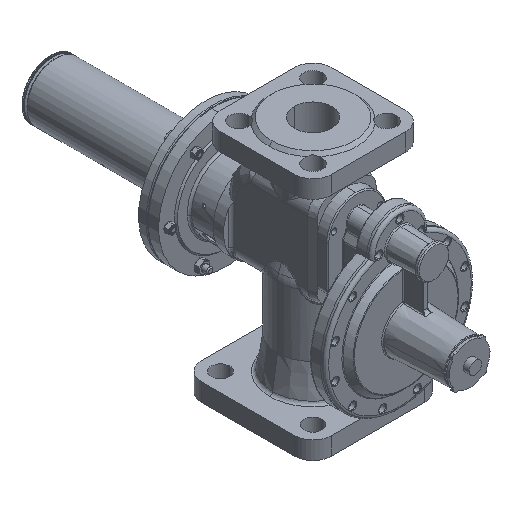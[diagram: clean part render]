
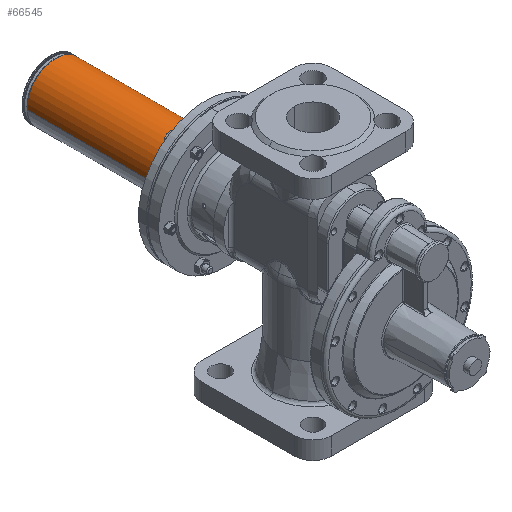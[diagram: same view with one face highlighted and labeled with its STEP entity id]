
A CAD part, isometric view. The second image highlights one B-rep face of the part: STEP entity #66545.
In plain terms, the highlighted cylindrical face has radius 27.5 mm (diameter 55 mm), a partial arc.
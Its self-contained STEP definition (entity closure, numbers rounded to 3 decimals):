
#3275 = VERTEX_POINT ( 'NONE', #31367 ) ;
#6683 = DIRECTION ( 'NONE',  ( -0.999, 0., -0.053 ) ) ;
#7450 = ORIENTED_EDGE ( 'NONE', *, *, #148446, .T. ) ;
#11920 = DIRECTION ( 'NONE',  ( 0., -1., 0. ) ) ;
#12383 = AXIS2_PLACEMENT_3D ( 'NONE', #142167, #65175, #154982 ) ;
#14909 = DIRECTION ( 'NONE',  ( 0., -1., 0. ) ) ;
#28206 = VERTEX_POINT ( 'NONE', #85294 ) ;
#28635 = CIRCLE ( 'NONE', #144677, 27.5 ) ;
#31367 = CARTESIAN_POINT ( 'NONE',  ( -1.465, 101.69, 57.461 ) ) ;
#32702 = CYLINDRICAL_SURFACE ( 'NONE', #147337, 27.5 ) ;
#37064 = EDGE_LOOP ( 'NONE', ( #79210, #77073, #155617, #7450, #105203 ) ) ;
#41164 = EDGE_CURVE ( 'NONE', #3275, #81280, #28635, .T. ) ;
#45785 = CIRCLE ( 'NONE', #12383, 27.5 ) ;
#52866 = VECTOR ( 'NONE', #70758, 1000. ) ;
#53319 = EDGE_CURVE ( 'NONE', #78543, #28206, #125235, .T. ) ;
#60123 = EDGE_CURVE ( 'NONE', #98689, #81280, #144419, .T. ) ;
#65175 = DIRECTION ( 'NONE',  ( 0., 1., 0. ) ) ;
#66545 = ADVANCED_FACE ( 'NONE', ( #100685 ), #32702, .T. ) ;
#67111 = CARTESIAN_POINT ( 'NONE',  ( 27.461, 101.69, 31.465 ) ) ;
#70758 = DIRECTION ( 'NONE',  ( 0., -1., 0. ) ) ;
#77073 = ORIENTED_EDGE ( 'NONE', *, *, #138540, .T. ) ;
#78543 = VERTEX_POINT ( 'NONE', #158183 ) ;
#79210 = ORIENTED_EDGE ( 'NONE', *, *, #60123, .F. ) ;
#81280 = VERTEX_POINT ( 'NONE', #134434 ) ;
#83006 = DIRECTION ( 'NONE',  ( 0., 1., 0. ) ) ;
#85294 = CARTESIAN_POINT ( 'NONE',  ( -27.461, 101.69, 28.535 ) ) ;
#88234 = CARTESIAN_POINT ( 'NONE',  ( 0., 232.69, 30. ) ) ;
#91264 = CARTESIAN_POINT ( 'NONE',  ( 0., 101.69, 30. ) ) ;
#98689 = VERTEX_POINT ( 'NONE', #115688 ) ;
#100685 = FACE_OUTER_BOUND ( 'NONE', #37064, .T. ) ;
#101221 = DIRECTION ( 'NONE',  ( -0.999, 0., -0.053 ) ) ;
#104269 = DIRECTION ( 'NONE',  ( -0.999, 0., -0.053 ) ) ;
#105203 = ORIENTED_EDGE ( 'NONE', *, *, #41164, .T. ) ;
#105847 = DIRECTION ( 'NONE',  ( 0., -1., 0. ) ) ;
#109016 = CARTESIAN_POINT ( 'NONE',  ( -27.461, 101.69, 28.535 ) ) ;
#110177 = VECTOR ( 'NONE', #105847, 1000. ) ;
#115688 = CARTESIAN_POINT ( 'NONE',  ( 27.461, 232.69, 31.465 ) ) ;
#125235 = LINE ( 'NONE', #109016, #52866 ) ;
#134434 = CARTESIAN_POINT ( 'NONE',  ( 27.461, 101.69, 31.465 ) ) ;
#138540 = EDGE_CURVE ( 'NONE', #98689, #78543, #160982, .T. ) ;
#142167 = CARTESIAN_POINT ( 'NONE',  ( 0., 101.69, 30. ) ) ;
#144419 = LINE ( 'NONE', #67111, #110177 ) ;
#144677 = AXIS2_PLACEMENT_3D ( 'NONE', #159937, #83006, #6683 ) ;
#147337 = AXIS2_PLACEMENT_3D ( 'NONE', #91264, #14909, #104269 ) ;
#148446 = EDGE_CURVE ( 'NONE', #28206, #3275, #45785, .T. ) ;
#149041 = AXIS2_PLACEMENT_3D ( 'NONE', #88234, #11920, #101221 ) ;
#154982 = DIRECTION ( 'NONE',  ( -0.999, 0., -0.053 ) ) ;
#155617 = ORIENTED_EDGE ( 'NONE', *, *, #53319, .T. ) ;
#158183 = CARTESIAN_POINT ( 'NONE',  ( -27.461, 232.69, 28.535 ) ) ;
#159937 = CARTESIAN_POINT ( 'NONE',  ( 0., 101.69, 30. ) ) ;
#160982 = CIRCLE ( 'NONE', #149041, 27.5 ) ;
